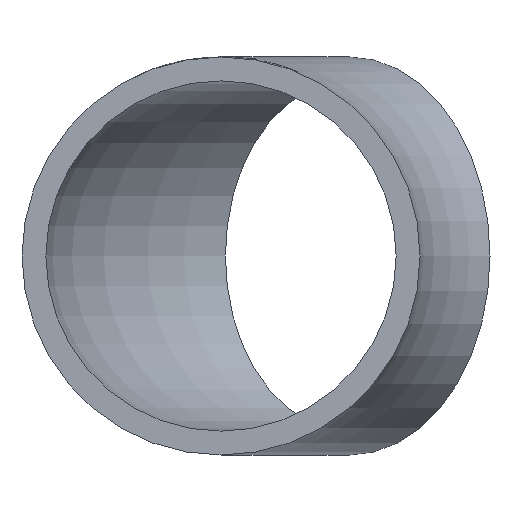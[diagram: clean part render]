
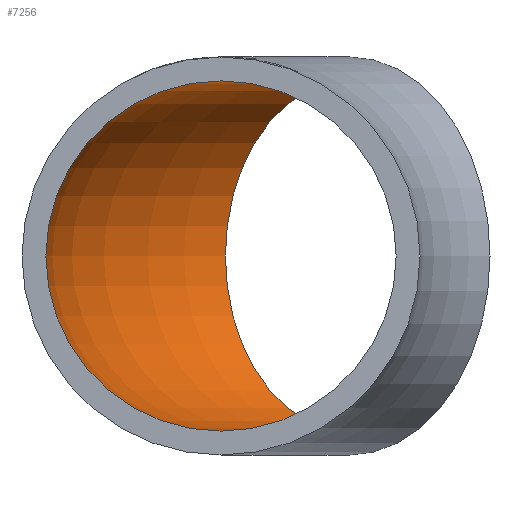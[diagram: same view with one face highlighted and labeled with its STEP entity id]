
A CAD part, front view. The second image highlights one B-rep face of the part: STEP entity #7256.
In plain terms, the highlighted toroidal (fillet/blend) face has major radius 27.5 mm and minor radius 11 mm.
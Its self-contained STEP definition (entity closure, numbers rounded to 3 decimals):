
#517 = VERTEX_POINT ( 'NONE', #5602 ) ;
#598 = FACE_OUTER_BOUND ( 'NONE', #3203, .T. ) ;
#713 = VERTEX_POINT ( 'NONE', #2516 ) ;
#857 = CARTESIAN_POINT ( 'NONE',  ( 0., 0., 0. ) ) ;
#902 = CIRCLE ( 'NONE', #1310, 11. ) ;
#915 = DIRECTION ( 'NONE',  ( 0., 0., 1. ) ) ;
#1310 = AXIS2_PLACEMENT_3D ( 'NONE', #5986, #12620, #915 ) ;
#2516 = CARTESIAN_POINT ( 'NONE',  ( -27.224, 27.224, 0. ) ) ;
#2684 = TOROIDAL_SURFACE ( 'NONE', #3910, 27.5, 11. ) ;
#2796 = DIRECTION ( 'NONE',  ( -1., 0., 0. ) ) ;
#3203 = EDGE_LOOP ( 'NONE', ( #9028 ) ) ;
#3567 = FACE_OUTER_BOUND ( 'NONE', #8843, .T. ) ;
#3910 = AXIS2_PLACEMENT_3D ( 'NONE', #857, #9383, #2796 ) ;
#5602 = CARTESIAN_POINT ( 'NONE',  ( -27.5, 0., 11. ) ) ;
#5986 = CARTESIAN_POINT ( 'NONE',  ( -27.5, 0., 0. ) ) ;
#6570 = CARTESIAN_POINT ( 'NONE',  ( -19.445, 19.445, 0. ) ) ;
#7256 = ADVANCED_FACE ( 'NONE', ( #3567, #598 ), #2684, .F. ) ;
#8352 = DIRECTION ( 'NONE',  ( -0.707, 0.707, 0. ) ) ;
#8843 = EDGE_LOOP ( 'NONE', ( #10526 ) ) ;
#9028 = ORIENTED_EDGE ( 'NONE', *, *, #11691, .F. ) ;
#9383 = DIRECTION ( 'NONE',  ( 0., 0., -1. ) ) ;
#10515 = DIRECTION ( 'NONE',  ( 0.707, 0.707, 0. ) ) ;
#10526 = ORIENTED_EDGE ( 'NONE', *, *, #12658, .T. ) ;
#11691 = EDGE_CURVE ( 'NONE', #517, #517, #902, .T. ) ;
#11735 = CIRCLE ( 'NONE', #12561, 11. ) ;
#12561 = AXIS2_PLACEMENT_3D ( 'NONE', #6570, #10515, #8352 ) ;
#12620 = DIRECTION ( 'NONE',  ( 0., 1., 0. ) ) ;
#12658 = EDGE_CURVE ( 'NONE', #713, #713, #11735, .T. ) ;
